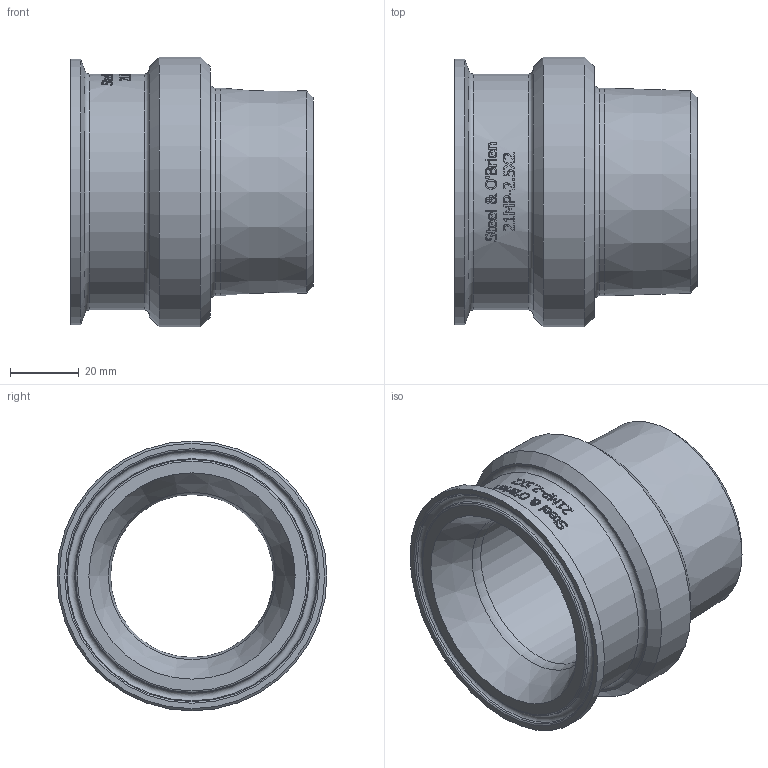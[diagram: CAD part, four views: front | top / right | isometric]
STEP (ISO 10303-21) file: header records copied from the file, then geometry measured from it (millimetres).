
FILE_DESCRIPTION(/* description */ (''),/* implementation_level */ '2;1');
FILE_NAME(/* name */ '21MP-2.5X2.stp',/* time_stamp */ '2019-01-30T17:46:52-05:00',/* author */ ('rick'),/* organization */ (''),/* preprocessor_version */ 'ST-DEVELOPER v15.2',/* originating_system */ 'Autodesk Inventor 2014',/* authorisation */ '');
FILE_SCHEMA (('AUTOMOTIVE_DESIGN { 1 0 10303 214 3 1 1 }'));
Length unit declared in the file: inch
Products named in the file (1): AAV02660
Bounding box: 70.64 x 78.74 x 78.74 mm (x, y, z)
Volume: 124587.2 mm3; surface area: 31600.1 mm2
Topology: 1 solids, 1 shells, 390 faces, 1039 edges, 687 vertices
Faces by surface type: bspline 174, plane 161, cylinder 38, cone 9, torus 8
Full cylindrical faces by diameter (mm): 47.498 x1, 60.617 x1, 68.783 x1, 77.394 x1, 78.74 x1
Entity records: 15176 total; most frequent: CARTESIAN_POINT 6480, ORIENTED_EDGE 2034, DIRECTION 1314, EDGE_CURVE 1017, VERTEX_POINT 687, LINE 458, VECTOR 458, EDGE_LOOP 450
